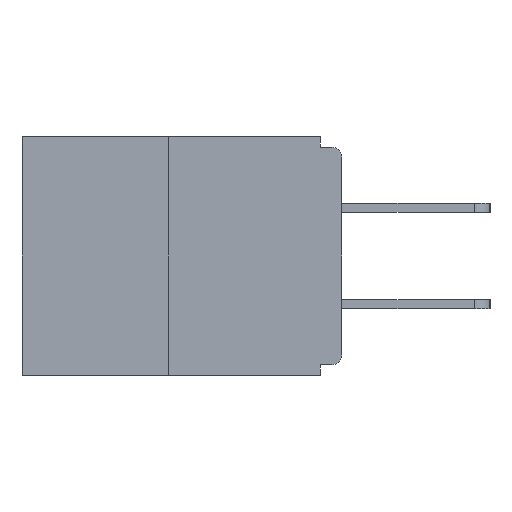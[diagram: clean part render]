
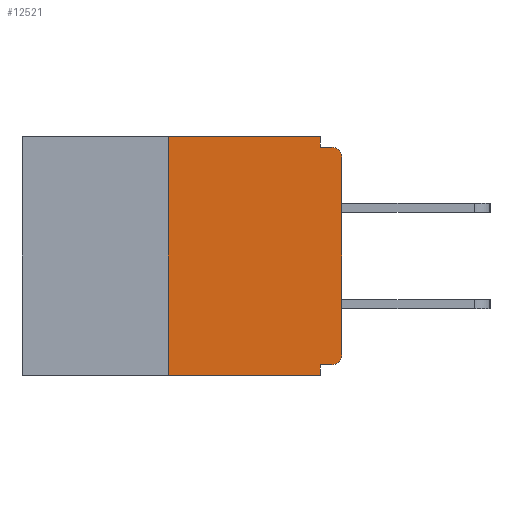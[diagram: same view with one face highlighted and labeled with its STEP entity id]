
A CAD part, left-side view. The second image highlights one B-rep face of the part: STEP entity #12521.
In plain terms, the highlighted planar face has unit normal (-1, 0, 0).
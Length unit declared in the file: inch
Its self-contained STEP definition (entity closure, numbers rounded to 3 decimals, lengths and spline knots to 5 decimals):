
#371 = DIRECTION ( 'NONE',  ( 0., 0., 1. ) ) ;
#644 = ORIENTED_EDGE ( 'NONE', *, *, #895, .F. ) ;
#776 = DIRECTION ( 'NONE',  ( 0., 0., -1. ) ) ;
#895 = EDGE_CURVE ( 'NONE', #16475, #23756, #3298, .T. ) ;
#1523 = CARTESIAN_POINT ( 'NONE',  ( 0., 0.46, 0. ) ) ;
#1618 = DIRECTION ( 'NONE',  ( 0., 0., -1. ) ) ;
#1978 = EDGE_CURVE ( 'NONE', #12538, #11355, #14936, .T. ) ;
#1980 = VERTEX_POINT ( 'NONE', #25721 ) ;
#2917 = VERTEX_POINT ( 'NONE', #22729 ) ;
#2938 = CARTESIAN_POINT ( 'NONE',  ( 0., 0.25, -0.343 ) ) ;
#3249 = CARTESIAN_POINT ( 'NONE',  ( 0., 0.015, -0.328 ) ) ;
#3298 = LINE ( 'NONE', #13300, #24839 ) ;
#3384 = VECTOR ( 'NONE', #20299, 39.37008 ) ;
#3425 = DIRECTION ( 'NONE',  ( 0., 0., -1. ) ) ;
#3767 = ORIENTED_EDGE ( 'NONE', *, *, #19966, .F. ) ;
#3780 = FACE_OUTER_BOUND ( 'NONE', #16772, .T. ) ;
#4651 = AXIS2_PLACEMENT_3D ( 'NONE', #5261, #6930, #776 ) ;
#4726 = LINE ( 'NONE', #6851, #19392 ) ;
#4850 = ORIENTED_EDGE ( 'NONE', *, *, #17563, .T. ) ;
#5164 = ORIENTED_EDGE ( 'NONE', *, *, #7770, .T. ) ;
#5261 = CARTESIAN_POINT ( 'NONE',  ( 0., 0.015, -0.313 ) ) ;
#5621 = ORIENTED_EDGE ( 'NONE', *, *, #1978, .T. ) ;
#5630 = DIRECTION ( 'NONE',  ( 0., 1., 0. ) ) ;
#5970 = VERTEX_POINT ( 'NONE', #13831 ) ;
#6736 = CARTESIAN_POINT ( 'NONE',  ( 0., 0.031, -0.343 ) ) ;
#6748 = VECTOR ( 'NONE', #10901, 39.37008 ) ;
#6851 = CARTESIAN_POINT ( 'NONE',  ( 0., 0.25, 0. ) ) ;
#6930 = DIRECTION ( 'NONE',  ( -1., 0., 0. ) ) ;
#6984 = LINE ( 'NONE', #11872, #25592 ) ;
#7770 = EDGE_CURVE ( 'NONE', #1980, #23756, #8594, .T. ) ;
#8097 = ORIENTED_EDGE ( 'NONE', *, *, #19256, .T. ) ;
#8594 = CIRCLE ( 'NONE', #26951, 0.015 ) ;
#9147 = ORIENTED_EDGE ( 'NONE', *, *, #13425, .F. ) ;
#9305 = LINE ( 'NONE', #22355, #16808 ) ;
#9376 = ORIENTED_EDGE ( 'NONE', *, *, #26903, .F. ) ;
#9405 = VERTEX_POINT ( 'NONE', #20804 ) ;
#9536 = DIRECTION ( 'NONE',  ( 0., 0., -1. ) ) ;
#10016 = DIRECTION ( 'NONE',  ( -1., 0., 0. ) ) ;
#10901 = DIRECTION ( 'NONE',  ( 0., 0., -1. ) ) ;
#11355 = VERTEX_POINT ( 'NONE', #16830 ) ;
#11872 = CARTESIAN_POINT ( 'NONE',  ( 0., 0.031, 0. ) ) ;
#12031 = DIRECTION ( 'NONE',  ( 0., -1., 0. ) ) ;
#12185 = EDGE_CURVE ( 'NONE', #2917, #5970, #18790, .T. ) ;
#12439 = VERTEX_POINT ( 'NONE', #19913 ) ;
#12521 = ADVANCED_FACE ( 'NONE', ( #3780 ), #17735, .F. ) ;
#12538 = VERTEX_POINT ( 'NONE', #3249 ) ;
#13149 = LINE ( 'NONE', #13798, #22301 ) ;
#13188 = AXIS2_PLACEMENT_3D ( 'NONE', #15800, #24215, #9536 ) ;
#13300 = CARTESIAN_POINT ( 'NONE',  ( 0., 0., -0.015 ) ) ;
#13425 = EDGE_CURVE ( 'NONE', #12439, #16475, #6984, .T. ) ;
#13798 = CARTESIAN_POINT ( 'NONE',  ( 0., 0., -0.328 ) ) ;
#13831 = CARTESIAN_POINT ( 'NONE',  ( 0., 0.031, -0.343 ) ) ;
#14070 = CARTESIAN_POINT ( 'NONE',  ( 0., 0.031, -0.015 ) ) ;
#14936 = CIRCLE ( 'NONE', #4651, 0.015 ) ;
#15711 = VERTEX_POINT ( 'NONE', #2938 ) ;
#15800 = CARTESIAN_POINT ( 'NONE',  ( 0., 0.46, 0. ) ) ;
#16475 = VERTEX_POINT ( 'NONE', #14070 ) ;
#16772 = EDGE_LOOP ( 'NONE', ( #9376, #26622, #8097, #18754, #3767, #5621, #4850, #5164, #644, #9147 ) ) ;
#16808 = VECTOR ( 'NONE', #12031, 39.37008 ) ;
#16830 = CARTESIAN_POINT ( 'NONE',  ( 0., 0., -0.313 ) ) ;
#16979 = CARTESIAN_POINT ( 'NONE',  ( 0., 0., 0. ) ) ;
#17563 = EDGE_CURVE ( 'NONE', #11355, #1980, #26701, .T. ) ;
#17735 = PLANE ( 'NONE',  #13188 ) ;
#18516 = CARTESIAN_POINT ( 'NONE',  ( 0., 0.015, -0.015 ) ) ;
#18754 = ORIENTED_EDGE ( 'NONE', *, *, #12185, .F. ) ;
#18790 = LINE ( 'NONE', #6736, #6748 ) ;
#19256 = EDGE_CURVE ( 'NONE', #15711, #5970, #9305, .T. ) ;
#19392 = VECTOR ( 'NONE', #23440, 39.37008 ) ;
#19710 = DIRECTION ( 'NONE',  ( 0., -1., 0. ) ) ;
#19913 = CARTESIAN_POINT ( 'NONE',  ( 0., 0.031, 0. ) ) ;
#19966 = EDGE_CURVE ( 'NONE', #12538, #2917, #13149, .T. ) ;
#20299 = DIRECTION ( 'NONE',  ( 0., -1., 0. ) ) ;
#20804 = CARTESIAN_POINT ( 'NONE',  ( 0., 0.25, 0. ) ) ;
#20805 = VECTOR ( 'NONE', #371, 39.37008 ) ;
#22301 = VECTOR ( 'NONE', #5630, 39.37008 ) ;
#22355 = CARTESIAN_POINT ( 'NONE',  ( 0., 0.46, -0.343 ) ) ;
#22729 = CARTESIAN_POINT ( 'NONE',  ( 0., 0.031, -0.328 ) ) ;
#22951 = LINE ( 'NONE', #1523, #3384 ) ;
#23440 = DIRECTION ( 'NONE',  ( 0., 0., 1. ) ) ;
#23756 = VERTEX_POINT ( 'NONE', #18516 ) ;
#24215 = DIRECTION ( 'NONE',  ( 1., 0., 0. ) ) ;
#24522 = CARTESIAN_POINT ( 'NONE',  ( 0., 0.015, -0.03 ) ) ;
#24839 = VECTOR ( 'NONE', #19710, 39.37008 ) ;
#25592 = VECTOR ( 'NONE', #3425, 39.37008 ) ;
#25721 = CARTESIAN_POINT ( 'NONE',  ( 0., 0., -0.03 ) ) ;
#26592 = EDGE_CURVE ( 'NONE', #15711, #9405, #4726, .T. ) ;
#26622 = ORIENTED_EDGE ( 'NONE', *, *, #26592, .F. ) ;
#26701 = LINE ( 'NONE', #16979, #20805 ) ;
#26903 = EDGE_CURVE ( 'NONE', #9405, #12439, #22951, .T. ) ;
#26951 = AXIS2_PLACEMENT_3D ( 'NONE', #24522, #10016, #1618 ) ;
